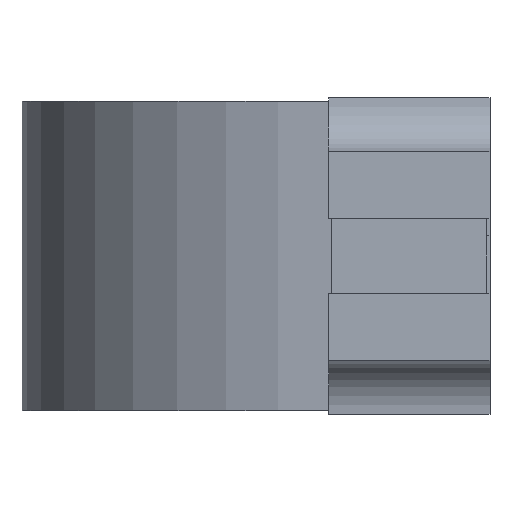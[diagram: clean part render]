
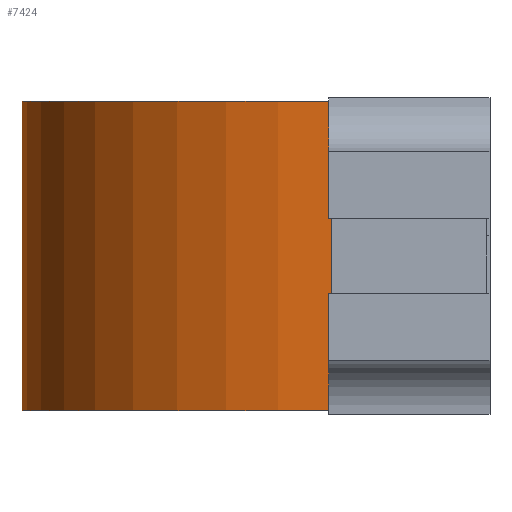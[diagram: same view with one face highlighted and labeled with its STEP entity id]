
A CAD part, left-side view. The second image highlights one B-rep face of the part: STEP entity #7424.
In plain terms, the highlighted cylindrical face has radius 1 mm (diameter 2 mm), a partial arc.
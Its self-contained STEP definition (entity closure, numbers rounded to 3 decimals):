
#376 = EDGE_CURVE ( 'NONE', #1359, #6695, #6379, .T. ) ;
#942 = CARTESIAN_POINT ( 'NONE',  ( 0., 1.5, 0.5 ) ) ;
#1359 = VERTEX_POINT ( 'NONE', #942 ) ;
#2702 = DIRECTION ( 'NONE',  ( 0., -1., 0. ) ) ;
#3330 = LINE ( 'NONE', #14419, #10821 ) ;
#3364 = CARTESIAN_POINT ( 'NONE',  ( 0., 1.5, 0. ) ) ;
#3716 = ORIENTED_EDGE ( 'NONE', *, *, #9148, .T. ) ;
#3936 = CARTESIAN_POINT ( 'NONE',  ( 0., 0.5, -0.5 ) ) ;
#4228 = VERTEX_POINT ( 'NONE', #8877 ) ;
#4505 = EDGE_CURVE ( 'NONE', #9708, #1359, #15530, .T. ) ;
#4898 = FACE_OUTER_BOUND ( 'NONE', #10133, .T. ) ;
#6379 = CIRCLE ( 'NONE', #7227, 1. ) ;
#6671 = CARTESIAN_POINT ( 'NONE',  ( -1., 0.5, 0.5 ) ) ;
#6695 = VERTEX_POINT ( 'NONE', #6671 ) ;
#7227 = AXIS2_PLACEMENT_3D ( 'NONE', #15218, #8555, #12340 ) ;
#7308 = CARTESIAN_POINT ( 'NONE',  ( 0., 0.5, 0. ) ) ;
#7373 = CIRCLE ( 'NONE', #12749, 1. ) ;
#7424 = ADVANCED_FACE ( 'NONE', ( #4898 ), #15759, .T. ) ;
#8555 = DIRECTION ( 'NONE',  ( 0., 0., 1. ) ) ;
#8854 = DIRECTION ( 'NONE',  ( 0., 0., 1. ) ) ;
#8877 = CARTESIAN_POINT ( 'NONE',  ( -1., 0.5, -0.5 ) ) ;
#8903 = DIRECTION ( 'NONE',  ( 0., 0., 1. ) ) ;
#9148 = EDGE_CURVE ( 'NONE', #4228, #6695, #3330, .T. ) ;
#9215 = CARTESIAN_POINT ( 'NONE',  ( 0., 1.5, -0.5 ) ) ;
#9708 = VERTEX_POINT ( 'NONE', #9215 ) ;
#9941 = AXIS2_PLACEMENT_3D ( 'NONE', #7308, #11675, #17102 ) ;
#10133 = EDGE_LOOP ( 'NONE', ( #3716, #16126, #15174, #17273 ) ) ;
#10821 = VECTOR ( 'NONE', #8903, 1000. ) ;
#11675 = DIRECTION ( 'NONE',  ( 0., 0., 1. ) ) ;
#11987 = EDGE_CURVE ( 'NONE', #4228, #9708, #7373, .T. ) ;
#12098 = DIRECTION ( 'NONE',  ( 0., 0., -1. ) ) ;
#12340 = DIRECTION ( 'NONE',  ( 0., 1., 0. ) ) ;
#12352 = VECTOR ( 'NONE', #8854, 1000. ) ;
#12749 = AXIS2_PLACEMENT_3D ( 'NONE', #3936, #12098, #2702 ) ;
#14419 = CARTESIAN_POINT ( 'NONE',  ( -1., 0.5, 0.5 ) ) ;
#15174 = ORIENTED_EDGE ( 'NONE', *, *, #4505, .F. ) ;
#15218 = CARTESIAN_POINT ( 'NONE',  ( 0., 0.5, 0.5 ) ) ;
#15530 = LINE ( 'NONE', #3364, #12352 ) ;
#15759 = CYLINDRICAL_SURFACE ( 'NONE', #9941, 1. ) ;
#16126 = ORIENTED_EDGE ( 'NONE', *, *, #376, .F. ) ;
#17102 = DIRECTION ( 'NONE',  ( 1., 0., 0. ) ) ;
#17273 = ORIENTED_EDGE ( 'NONE', *, *, #11987, .F. ) ;
